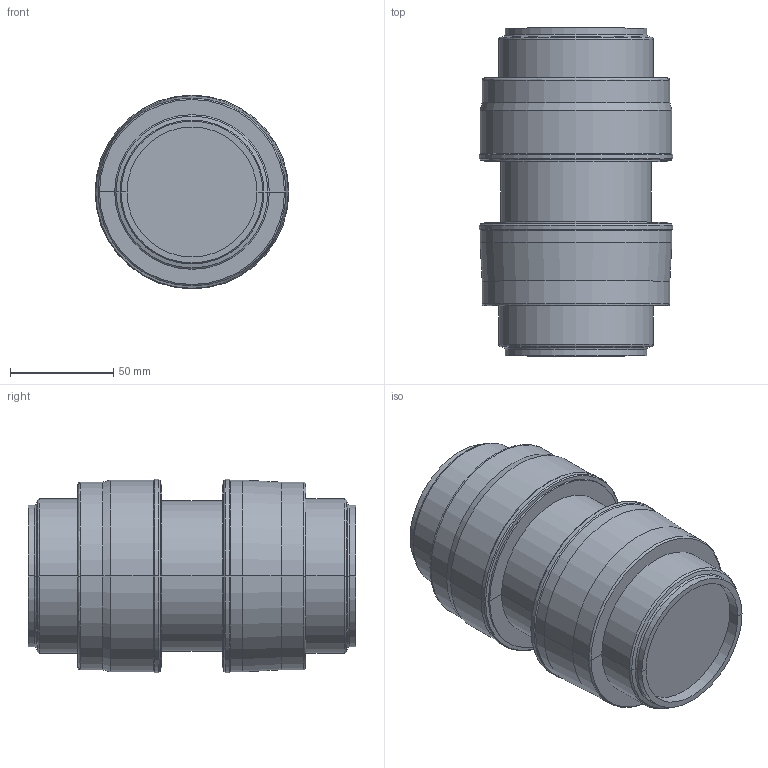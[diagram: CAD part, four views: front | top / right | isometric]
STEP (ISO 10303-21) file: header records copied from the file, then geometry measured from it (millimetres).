
FILE_DESCRIPTION(/* description */ (''),/* implementation_level */ '2;1');
FILE_NAME(/* name */ 'Plumbing_Joints_Aignep_Straight-Connector-90040-3DView-Preview',/* time_stamp */ '2025-08-20T22:15:10+03:00',/* author */ (''),/* organization */ (''),/* preprocessor_version */ 'ST-DEVELOPER v20',/* originating_system */ '',/* authorisation */ '');
FILE_SCHEMA (('AP242_MANAGED_MODEL_BASED_3D_ENGINEERING_MIM_LF { 1 0 10303 442 1 1 4 }'));
Length unit declared in the file: millimetre
Products named in the file (8): TopLevelAssembly; Joined Solid Geometry; Extrusion; Extrusion_1; Extrusion_2; Model Lines; Model Lines_1; Model Lines_2
Assembly tree (7 placements, depth 2):
  TopLevelAssembly
    Joined Solid Geometry
    Extrusion
    Extrusion_1
    Extrusion_2
    Model Lines
    Model Lines_1
    Model Lines_2
Bounding box: 94 x 159 x 94 mm (x, y, z)
Volume: 630598.7 mm3; surface area: 114138.3 mm2
Topology: 7 solids, 7 shells, 90 faces, 171 edges, 94 vertices
Faces by surface type: cylinder 34, plane 28, bspline 28
Entity records: 2683 total; most frequent: CARTESIAN_POINT 682, DIRECTION 425, ORIENTED_EDGE 336, AXIS2_PLACEMENT_3D 177, EDGE_CURVE 168, CIRCLE 100, FACE_OUTER_BOUND 90, EDGE_LOOP 90
